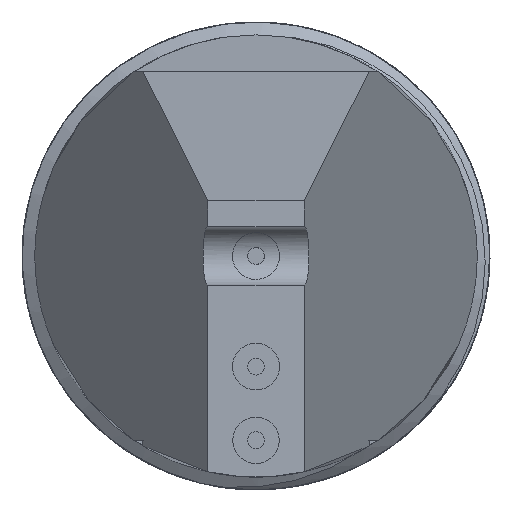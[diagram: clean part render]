
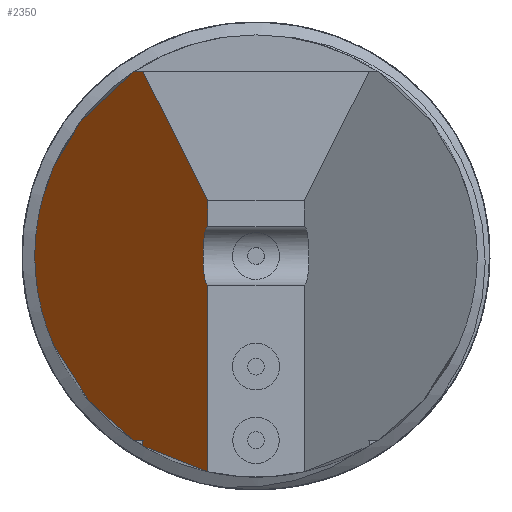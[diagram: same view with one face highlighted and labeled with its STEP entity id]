
A CAD part, left-side view. The second image highlights one B-rep face of the part: STEP entity #2350.
In plain terms, the highlighted planar face has unit normal (-0.158, 0.987, 0).
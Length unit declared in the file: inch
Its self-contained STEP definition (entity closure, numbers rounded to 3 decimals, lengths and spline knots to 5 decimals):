
#5 = VERTEX_POINT ( 'NONE', #1279 ) ;
#15 = CARTESIAN_POINT ( 'NONE',  ( 0.73452, 0.14327, 0.04682 ) ) ;
#29 = CARTESIAN_POINT ( 'NONE',  ( 0.0315, 0.0308, -0.01575 ) ) ;
#118 = VECTOR ( 'NONE', #487, 39.37008 ) ;
#197 = ORIENTED_EDGE ( 'NONE', *, *, #1181, .T. ) ;
#259 = VECTOR ( 'NONE', #568, 39.37008 ) ;
#276 = CARTESIAN_POINT ( 'NONE',  ( 0.24634, 0.06517, -0.0985 ) ) ;
#283 = EDGE_CURVE ( 'NONE', #5, #1222, #1284, .T. ) ;
#338 = ORIENTED_EDGE ( 'NONE', *, *, #1498, .T. ) ;
#385 = VERTEX_POINT ( 'NONE', #402 ) ;
#402 = CARTESIAN_POINT ( 'NONE',  ( 0.21654, 0.06041, -0.10149 ) ) ;
#419 = CARTESIAN_POINT ( 'NONE',  ( 0.21654, 0.06041, -0.0985 ) ) ;
#439 = LINE ( 'NONE', #722, #1198 ) ;
#444 = VECTOR ( 'NONE', #1919, 39.37008 ) ;
#472 = ORIENTED_EDGE ( 'NONE', *, *, #1433, .T. ) ;
#487 = DIRECTION ( 'NONE',  ( 0., 0., -1. ) ) ;
#548 = CARTESIAN_POINT ( 'NONE',  ( 0.07644, 0.03799, -0.11253 ) ) ;
#567 = CARTESIAN_POINT ( 'NONE',  ( 0., 0.02576, 0.3937 ) ) ;
#568 = DIRECTION ( 'NONE',  ( 0.942, 0.151, 0.3 ) ) ;
#638 = VERTEX_POINT ( 'NONE', #2513 ) ;
#672 = DIRECTION ( 'NONE',  ( -0.158, 0.987, 0. ) ) ;
#678 = LINE ( 'NONE', #1564, #1516 ) ;
#679 = EDGE_CURVE ( 'NONE', #2714, #1892, #2528, .T. ) ;
#722 = CARTESIAN_POINT ( 'NONE',  ( 0., 0.02576, 0.0985 ) ) ;
#761 =( BOUNDED_CURVE ( )  B_SPLINE_CURVE ( 3, ( #1690, #2603, #548, #1023 ),
 .UNSPECIFIED., .F., .F. ) 
 B_SPLINE_CURVE_WITH_KNOTS ( ( 4, 4 ),
 ( 4.17553, 4.49248 ),
 .UNSPECIFIED. ) 
 CURVE ( )  GEOMETRIC_REPRESENTATION_ITEM ( )  RATIONAL_B_SPLINE_CURVE ( ( 1., 0.992, 0.992, 1. ) ) 
 REPRESENTATION_ITEM ( '' )  );
#790 = ORIENTED_EDGE ( 'NONE', *, *, #283, .F. ) ;
#830 = AXIS2_PLACEMENT_3D ( 'NONE', #2767, #672, #2051 ) ;
#855 = CARTESIAN_POINT ( 'NONE',  ( 0., 0.02576, -0.11527 ) ) ;
#870 = DIRECTION ( 'NONE',  ( -0.987, -0.158, 0. ) ) ;
#926 = DIRECTION ( 'NONE',  ( 0., 0., -1. ) ) ;
#941 = CARTESIAN_POINT ( 'NONE',  ( 0., 0.02576, 0.02953 ) ) ;
#962 = CARTESIAN_POINT ( 'NONE',  ( 0., 0.02576, 0.3937 ) ) ;
#1023 = CARTESIAN_POINT ( 'NONE',  ( 0., 0.02576, -0.11527 ) ) ;
#1024 = ORIENTED_EDGE ( 'NONE', *, *, #2749, .F. ) ;
#1061 = EDGE_LOOP ( 'NONE', ( #2633, #1124, #1024, #1106, #197, #338, #1078, #790, #472 ) ) ;
#1078 = ORIENTED_EDGE ( 'NONE', *, *, #1287, .T. ) ;
#1106 = ORIENTED_EDGE ( 'NONE', *, *, #2734, .T. ) ;
#1124 = ORIENTED_EDGE ( 'NONE', *, *, #1970, .T. ) ;
#1161 = PLANE ( 'NONE',  #830 ) ;
#1181 = EDGE_CURVE ( 'NONE', #638, #2013, #2656, .T. ) ;
#1198 = VECTOR ( 'NONE', #1809, 39.37008 ) ;
#1214 = CARTESIAN_POINT ( 'NONE',  ( 0.10292, 0.04223, 0.06231 ) ) ;
#1222 = VERTEX_POINT ( 'NONE', #855 ) ;
#1279 = CARTESIAN_POINT ( 'NONE',  ( 0., 0.02576, -0.01575 ) ) ;
#1284 = LINE ( 'NONE', #567, #444 ) ;
#1287 = EDGE_CURVE ( 'NONE', #385, #1222, #761, .T. ) ;
#1331 = CARTESIAN_POINT ( 'NONE',  ( 0., 0.02576, -0.01575 ) ) ;
#1433 = EDGE_CURVE ( 'NONE', #5, #1892, #2854, .T. ) ;
#1498 = EDGE_CURVE ( 'NONE', #2013, #385, #678, .T. ) ;
#1516 = VECTOR ( 'NONE', #926, 39.37008 ) ;
#1553 = CARTESIAN_POINT ( 'NONE',  ( 0.73452, 0.14327, -0.04682 ) ) ;
#1564 = CARTESIAN_POINT ( 'NONE',  ( 0.21654, 0.06041, 0.3937 ) ) ;
#1571 = VECTOR ( 'NONE', #870, 39.37008 ) ;
#1690 = CARTESIAN_POINT ( 'NONE',  ( 0.21654, 0.06041, -0.10149 ) ) ;
#1786 = VERTEX_POINT ( 'NONE', #2367 ) ;
#1809 = DIRECTION ( 'NONE',  ( -0.987, -0.158, 0. ) ) ;
#1892 = VERTEX_POINT ( 'NONE', #2807 ) ;
#1919 = DIRECTION ( 'NONE',  ( 0., 0., -1. ) ) ;
#1963 =( BOUNDED_CURVE ( )  B_SPLINE_CURVE ( 3, ( #2034, #15, #1553, #276 ),
 .UNSPECIFIED., .F., .F. ) 
 B_SPLINE_CURVE_WITH_KNOTS ( ( 4, 4 ),
 ( 2.15534, 4.12785 ),
 .UNSPECIFIED. ) 
 CURVE ( )  GEOMETRIC_REPRESENTATION_ITEM ( )  RATIONAL_B_SPLINE_CURVE ( ( 1., 0.701, 0.701, 1. ) ) 
 REPRESENTATION_ITEM ( '' )  );
#1970 = EDGE_CURVE ( 'NONE', #2714, #2275, #2321, .T. ) ;
#2013 = VERTEX_POINT ( 'NONE', #419 ) ;
#2034 = CARTESIAN_POINT ( 'NONE',  ( 0.24634, 0.06517, 0.0985 ) ) ;
#2049 = CARTESIAN_POINT ( 'NONE',  ( 0.0315, 0.0308, 0.01575 ) ) ;
#2051 = DIRECTION ( 'NONE',  ( -0.987, -0.158, 0. ) ) ;
#2265 = CARTESIAN_POINT ( 'NONE',  ( 0., 0.02576, 0.01575 ) ) ;
#2275 = VERTEX_POINT ( 'NONE', #2576 ) ;
#2321 = LINE ( 'NONE', #1214, #259 ) ;
#2350 = ADVANCED_FACE ( 'NONE', ( #2753 ), #1161, .T. ) ;
#2367 = CARTESIAN_POINT ( 'NONE',  ( 0.24634, 0.06517, 0.0985 ) ) ;
#2513 = CARTESIAN_POINT ( 'NONE',  ( 0.24634, 0.06517, -0.0985 ) ) ;
#2528 = LINE ( 'NONE', #962, #118 ) ;
#2576 = CARTESIAN_POINT ( 'NONE',  ( 0.21654, 0.06041, 0.0985 ) ) ;
#2603 = CARTESIAN_POINT ( 'NONE',  ( 0.14923, 0.04964, -0.1079 ) ) ;
#2633 = ORIENTED_EDGE ( 'NONE', *, *, #679, .F. ) ;
#2656 = LINE ( 'NONE', #2841, #1571 ) ;
#2714 = VERTEX_POINT ( 'NONE', #941 ) ;
#2734 = EDGE_CURVE ( 'NONE', #1786, #638, #1963, .T. ) ;
#2749 = EDGE_CURVE ( 'NONE', #1786, #2275, #439, .T. ) ;
#2753 = FACE_OUTER_BOUND ( 'NONE', #1061, .T. ) ;
#2767 = CARTESIAN_POINT ( 'NONE',  ( 0., 0.02576, 0.3937 ) ) ;
#2807 = CARTESIAN_POINT ( 'NONE',  ( 0., 0.02576, 0.01575 ) ) ;
#2841 = CARTESIAN_POINT ( 'NONE',  ( 0., 0.02576, -0.0985 ) ) ;
#2854 =( BOUNDED_CURVE ( )  B_SPLINE_CURVE ( 3, ( #1331, #29, #2049, #2265 ),
 .UNSPECIFIED., .F., .F. ) 
 B_SPLINE_CURVE_WITH_KNOTS ( ( 4, 4 ),
 ( 1.5708, 4.71239 ),
 .UNSPECIFIED. ) 
 CURVE ( )  GEOMETRIC_REPRESENTATION_ITEM ( )  RATIONAL_B_SPLINE_CURVE ( ( 1., 0.333, 0.333, 1. ) ) 
 REPRESENTATION_ITEM ( '' )  );
